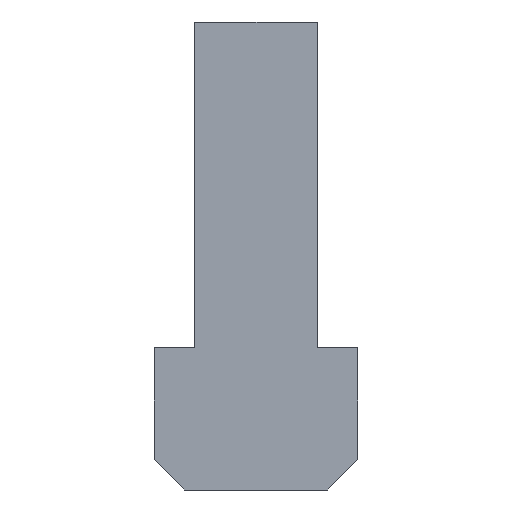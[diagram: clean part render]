
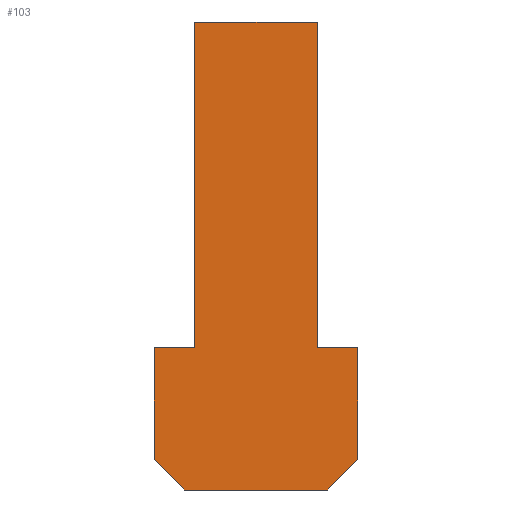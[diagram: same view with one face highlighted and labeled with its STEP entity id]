
A CAD part, left-side view. The second image highlights one B-rep face of the part: STEP entity #103.
In plain terms, the highlighted planar face has unit normal (-1, 0, 0).
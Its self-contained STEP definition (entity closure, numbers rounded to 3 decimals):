
#7 = VERTEX_POINT ( 'NONE', #232 ) ;
#13 = ORIENTED_EDGE ( 'NONE', *, *, #171, .F. ) ;
#20 = ORIENTED_EDGE ( 'NONE', *, *, #87, .F. ) ;
#21 = ORIENTED_EDGE ( 'NONE', *, *, #120, .F. ) ;
#22 = ORIENTED_EDGE ( 'NONE', *, *, #76, .F. ) ;
#48 = VERTEX_POINT ( 'NONE', #187 ) ;
#49 = VERTEX_POINT ( 'NONE', #201 ) ;
#76 = EDGE_CURVE ( 'NONE', #129, #238, #163, .T. ) ;
#77 = EDGE_CURVE ( 'NONE', #116, #129, #138, .T. ) ;
#84 = VERTEX_POINT ( 'NONE', #290 ) ;
#87 = EDGE_CURVE ( 'NONE', #95, #84, #304, .T. ) ;
#89 = EDGE_CURVE ( 'NONE', #49, #95, #265, .T. ) ;
#95 = VERTEX_POINT ( 'NONE', #325 ) ;
#96 = EDGE_CURVE ( 'NONE', #48, #49, #267, .T. ) ;
#99 = EDGE_LOOP ( 'NONE', ( #101, #102, #105, #13, #22, #104, #21, #106, #20, #107 ) ) ;
#101 = ORIENTED_EDGE ( 'NONE', *, *, #96, .F. ) ;
#102 = ORIENTED_EDGE ( 'NONE', *, *, #249, .F. ) ;
#103 = ADVANCED_FACE ( 'NONE', ( #268 ), #266, .T. ) ;
#104 = ORIENTED_EDGE ( 'NONE', *, *, #77, .F. ) ;
#105 = ORIENTED_EDGE ( 'NONE', *, *, #225, .F. ) ;
#106 = ORIENTED_EDGE ( 'NONE', *, *, #128, .F. ) ;
#107 = ORIENTED_EDGE ( 'NONE', *, *, #89, .F. ) ;
#116 = VERTEX_POINT ( 'NONE', #323 ) ;
#120 = EDGE_CURVE ( 'NONE', #121, #116, #322, .T. ) ;
#121 = VERTEX_POINT ( 'NONE', #296 ) ;
#128 = EDGE_CURVE ( 'NONE', #84, #121, #420, .T. ) ;
#129 = VERTEX_POINT ( 'NONE', #380 ) ;
#138 = LINE ( 'NONE', #159, #158 ) ;
#145 = CARTESIAN_POINT ( 'NONE',  ( 0., 5., 1.5 ) ) ;
#157 = DIRECTION ( 'NONE',  ( 0., 1., 0. ) ) ;
#158 = VECTOR ( 'NONE', #157, 1000. ) ;
#159 = CARTESIAN_POINT ( 'NONE',  ( 0., 3.5, 0. ) ) ;
#161 = DIRECTION ( 'NONE',  ( 0., 0.707, 0.707 ) ) ;
#162 = VECTOR ( 'NONE', #161, 1000. ) ;
#163 = LINE ( 'NONE', #145, #162 ) ;
#171 = EDGE_CURVE ( 'NONE', #238, #176, #390, .T. ) ;
#176 = VERTEX_POINT ( 'NONE', #427 ) ;
#187 = CARTESIAN_POINT ( 'NONE',  ( 0., 3., 23. ) ) ;
#201 = CARTESIAN_POINT ( 'NONE',  ( 0., -3., 23. ) ) ;
#225 = EDGE_CURVE ( 'NONE', #176, #7, #382, .T. ) ;
#232 = CARTESIAN_POINT ( 'NONE',  ( 0., 3., 7. ) ) ;
#238 = VERTEX_POINT ( 'NONE', #343 ) ;
#249 = EDGE_CURVE ( 'NONE', #7, #48, #336, .T. ) ;
#262 = DIRECTION ( 'NONE',  ( 0., 0., -1. ) ) ;
#263 = VECTOR ( 'NONE', #262, 1000. ) ;
#264 = CARTESIAN_POINT ( 'NONE',  ( 0., -3., 7. ) ) ;
#265 = LINE ( 'NONE', #264, #263 ) ;
#266 = PLANE ( 'NONE',  #308 ) ;
#267 = LINE ( 'NONE', #281, #280 ) ;
#268 = FACE_OUTER_BOUND ( 'NONE', #99, .T. ) ;
#272 = DIRECTION ( 'NONE',  ( 0., -1., 0. ) ) ;
#273 = VECTOR ( 'NONE', #272, 1000. ) ;
#274 = CARTESIAN_POINT ( 'NONE',  ( 0., -5., 7. ) ) ;
#279 = DIRECTION ( 'NONE',  ( 0., -1., 0. ) ) ;
#280 = VECTOR ( 'NONE', #279, 1000. ) ;
#281 = CARTESIAN_POINT ( 'NONE',  ( 0., -3., 23. ) ) ;
#290 = CARTESIAN_POINT ( 'NONE',  ( 0., -5., 7. ) ) ;
#296 = CARTESIAN_POINT ( 'NONE',  ( 0., -5., 1.5 ) ) ;
#304 = LINE ( 'NONE', #274, #273 ) ;
#305 = DIRECTION ( 'NONE',  ( 0., 0., 1. ) ) ;
#306 = DIRECTION ( 'NONE',  ( -1., 0., 0. ) ) ;
#307 = CARTESIAN_POINT ( 'NONE',  ( 0., 3., 23. ) ) ;
#308 = AXIS2_PLACEMENT_3D ( 'NONE', #307, #306, #305 ) ;
#313 = DIRECTION ( 'NONE',  ( 0., 0.707, -0.707 ) ) ;
#314 = VECTOR ( 'NONE', #313, 1000. ) ;
#315 = CARTESIAN_POINT ( 'NONE',  ( 0., -3.5, 0. ) ) ;
#322 = LINE ( 'NONE', #315, #314 ) ;
#323 = CARTESIAN_POINT ( 'NONE',  ( 0., -3.5, 0. ) ) ;
#325 = CARTESIAN_POINT ( 'NONE',  ( 0., -3., 7. ) ) ;
#329 = VECTOR ( 'NONE', #344, 1000. ) ;
#336 = LINE ( 'NONE', #350, #345 ) ;
#339 = DIRECTION ( 'NONE',  ( 0., 0., 1. ) ) ;
#343 = CARTESIAN_POINT ( 'NONE',  ( 0., 5., 1.5 ) ) ;
#344 = DIRECTION ( 'NONE',  ( 0., -1., 0. ) ) ;
#345 = VECTOR ( 'NONE', #339, 1000. ) ;
#350 = CARTESIAN_POINT ( 'NONE',  ( 0., 3., 23. ) ) ;
#380 = CARTESIAN_POINT ( 'NONE',  ( 0., 3.5, 0. ) ) ;
#382 = LINE ( 'NONE', #391, #329 ) ;
#383 = VECTOR ( 'NONE', #388, 1000. ) ;
#388 = DIRECTION ( 'NONE',  ( 0., 0., 1. ) ) ;
#389 = CARTESIAN_POINT ( 'NONE',  ( 0., 5., 7. ) ) ;
#390 = LINE ( 'NONE', #389, #383 ) ;
#391 = CARTESIAN_POINT ( 'NONE',  ( 0., 3., 7. ) ) ;
#420 = LINE ( 'NONE', #425, #430 ) ;
#424 = DIRECTION ( 'NONE',  ( 0., 0., -1. ) ) ;
#425 = CARTESIAN_POINT ( 'NONE',  ( 0., -5., 1.5 ) ) ;
#427 = CARTESIAN_POINT ( 'NONE',  ( 0., 5., 7. ) ) ;
#430 = VECTOR ( 'NONE', #424, 1000. ) ;
